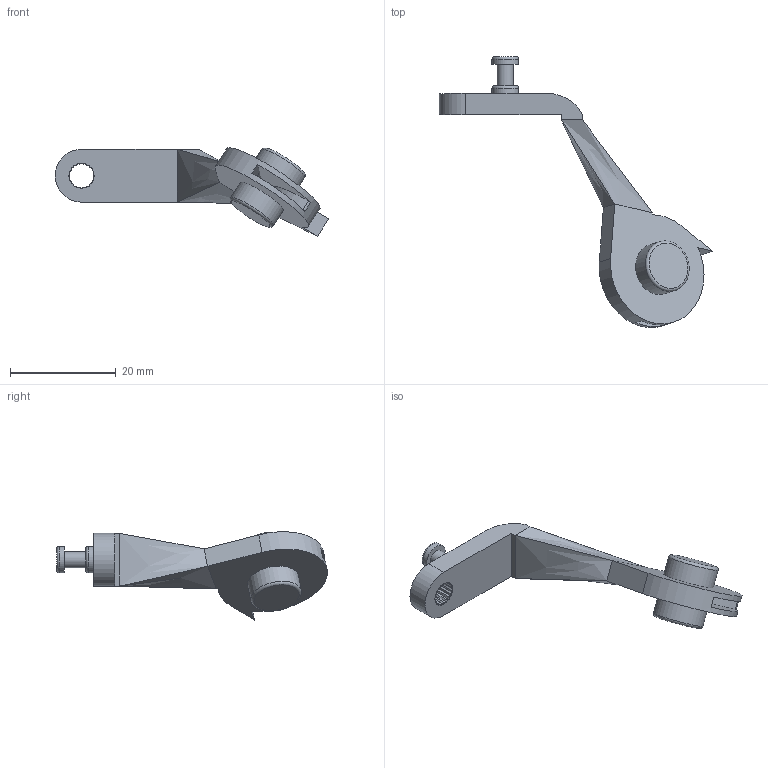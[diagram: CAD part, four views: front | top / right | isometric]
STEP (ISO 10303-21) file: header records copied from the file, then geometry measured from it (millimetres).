
FILE_DESCRIPTION(/* description */ (''),/* implementation_level */ '2;1');
FILE_NAME(/* name */ 'thumbknuckle v23.stp',/* time_stamp */ '2022-06-18T23:07:55+02:00',/* author */ (''),/* organization */ (''),/* preprocessor_version */ 'ST-DEVELOPER v19',/* originating_system */ 'Autodesk Translation Framework v11.7.0.108',/* authorisation */ '');
FILE_SCHEMA (('AUTOMOTIVE_DESIGN { 1 0 10303 214 3 1 1 }'));
Length unit declared in the file: millimetre
Products named in the file (1): thumb_knuckle
Bounding box: 51.82 x 51.29 x 16.75 mm (x, y, z)
Volume: 3437.5 mm3; surface area: 2953.1 mm2
Topology: 1 solids, 1 shells, 95 faces, 251 edges, 162 vertices
Faces by surface type: bspline 48, plane 28, cylinder 15, torus 4
Full cylindrical faces by diameter (mm): 3 x1, 5 x2, 9.7 x2
Entity records: 6118 total; most frequent: CARTESIAN_POINT 4029, ORIENTED_EDGE 502, DIRECTION 311, EDGE_CURVE 251, VERTEX_POINT 162, LINE 127, VECTOR 127, EDGE_LOOP 103
